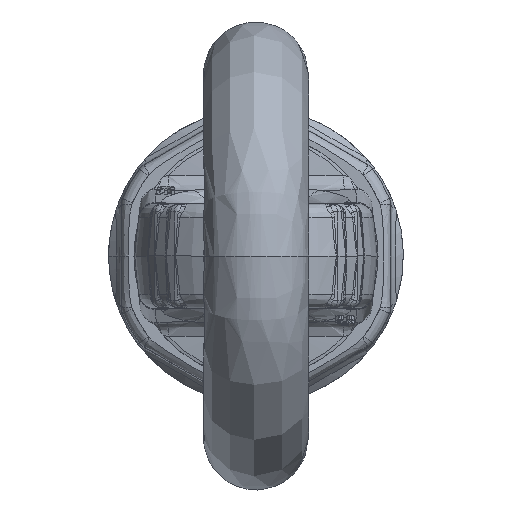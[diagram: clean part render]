
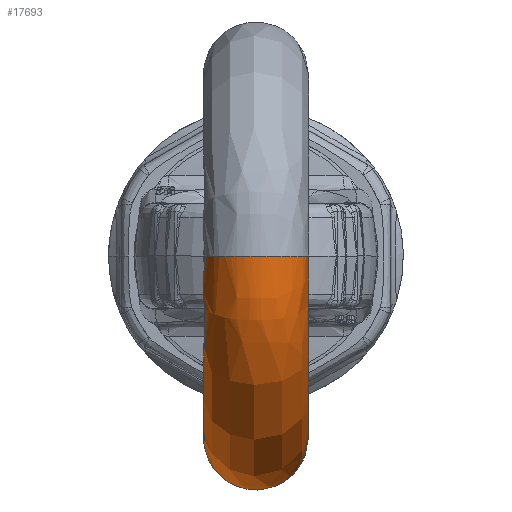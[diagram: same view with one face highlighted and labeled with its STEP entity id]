
A CAD part, left-side view. The second image highlights one B-rep face of the part: STEP entity #17693.
In plain terms, the highlighted free-form (B-spline) face has degree [3, 2] with [4, 7] control points.
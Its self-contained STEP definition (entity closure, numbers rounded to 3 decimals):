
#17588=CARTESIAN_POINT('V1993',(-71.395,
   -6.5,-21.879));
#17589=VERTEX_POINT('V1993',#17588);
#17595=CARTESIAN_POINT('E777',(-71.395,
   -6.5,-21.879));
#17596=CARTESIAN_POINT('E777',(-68.768,
   -6.5,-32.826));
#17597=CARTESIAN_POINT('E777',(-70.082,3.25,
   -27.353));
#17598=CARTESIAN_POINT('E777',(-71.395,13.0,
   -21.879));
#17599=CARTESIAN_POINT('E777',(-72.709,3.25,
   -16.405));
#17600=CARTESIAN_POINT('E777',(-74.022,
   -6.5,-10.931));
#17601=CARTESIAN_POINT('E777',(-71.395,
   -6.5,-21.879));
#17609=(BOUNDED_CURVE()B_SPLINE_CURVE(2,(#17595,#17596,#17597,
   #17598,#17599,#17600,#17601),.CIRCULAR_ARC.,.T.,.U.)
   B_SPLINE_CURVE_WITH_KNOTS((3,2,2,3),(0.0,0.333,
   0.667,1.0),.UNSPECIFIED.)CURVE()
   GEOMETRIC_REPRESENTATION_ITEM()RATIONAL_B_SPLINE_CURVE((1.0,
   0.5,1.0,0.5,1.0,0.5,1.0)
   )REPRESENTATION_ITEM('E777'));
#17610=EDGE_CURVE('E777',#17589,#17589,#17609,.T.);
#17620=CARTESIAN_POINT('F316',(-99.145,
   -6.5,0.));
#17621=CARTESIAN_POINT('F316',(-99.145,
   -6.5,-15.788));
#17622=CARTESIAN_POINT('F316',(-86.747,
   -6.5,-25.563));
#17623=CARTESIAN_POINT('F316',(-71.395,
   -6.5,-21.879));
#17624=CARTESIAN_POINT('F316',(-87.887,
   -6.5,0.));
#17625=CARTESIAN_POINT('F316',(-87.887,
   -6.5,-7.888));
#17626=CARTESIAN_POINT('F316',(-81.692,
   -6.5,-12.772));
#17627=CARTESIAN_POINT('F316',(-74.022,
   -6.5,-10.931));
#17628=CARTESIAN_POINT('F316',(-93.516,3.25,
   0.));
#17629=CARTESIAN_POINT('F316',(-93.516,3.25,
   -11.838));
#17630=CARTESIAN_POINT('F316',(-84.22,3.25,
   -19.167));
#17631=CARTESIAN_POINT('F316',(-72.709,3.25,
   -16.405));
#17632=CARTESIAN_POINT('F316',(-99.145,13.0,
   0.));
#17633=CARTESIAN_POINT('F316',(-99.145,
   13.,-15.788));
#17634=CARTESIAN_POINT('F316',(-86.747,
   13.,-25.563));
#17635=CARTESIAN_POINT('F316',(-71.395,13.0,
   -21.879));
#17636=CARTESIAN_POINT('F316',(-104.774,
   3.25,0.));
#17637=CARTESIAN_POINT('F316',(-104.774,
   3.25,-19.738));
#17638=CARTESIAN_POINT('F316',(-89.275,3.25,
   -31.958));
#17639=CARTESIAN_POINT('F316',(-70.082,3.25,
   -27.353));
#17640=CARTESIAN_POINT('F316',(-110.403,
   -6.5,0.));
#17641=CARTESIAN_POINT('F316',(-110.403,
   -6.5,-23.688));
#17642=CARTESIAN_POINT('F316',(-91.802,
   -6.5,-38.354));
#17643=CARTESIAN_POINT('F316',(-68.768,
   -6.5,-32.826));
#17644=CARTESIAN_POINT('F316',(-99.145,
   -6.5,0.));
#17645=CARTESIAN_POINT('F316',(-99.145,
   -6.5,-15.788));
#17646=CARTESIAN_POINT('F316',(-86.747,
   -6.5,-25.563));
#17647=CARTESIAN_POINT('F316',(-71.395,
   -6.5,-21.879));
#17655=(BOUNDED_SURFACE()B_SPLINE_SURFACE(3,2,((#17620,#17624,
   #17628,#17632,#17636,#17640,#17644),(#17621,#17625,#17629,
   #17633,#17637,#17641,#17645),(#17622,#17626,#17630,#17634,
   #17638,#17642,#17646),(#17623,#17627,#17631,#17635,#17639,
   #17643,#17647)),.UNSPECIFIED.,.F.,.T.,.U.)
   B_SPLINE_SURFACE_WITH_KNOTS((4,4),(3,2,2,3),(0.0,1.0),(0.0,
   0.475,0.951,1.426),
   .UNSPECIFIED.)GEOMETRIC_REPRESENTATION_ITEM()
   RATIONAL_B_SPLINE_SURFACE(((1.0,0.5,1.0,
   0.5,1.0,0.5,1.0),(0.746,
   0.373,0.746,0.373,
   0.746,0.373,0.746),(
   0.746,0.373,0.746,
   0.373,0.746,0.373,
   0.746),(1.0,0.5,1.0,0.5,
   1.0,0.5,1.0)))REPRESENTATION_ITEM('F316')SURFACE()
   );
#17656=ORIENTED_EDGE('E777',*,*,#17610,.F.);
#17657=CARTESIAN_POINT('V1994',(-99.145,
   -6.5,0.));
#17658=VERTEX_POINT('V1994',#17657);
#17659=CARTESIAN_POINT('E778',(-71.395,
   -6.5,-21.879));
#17660=CARTESIAN_POINT('E778',(-86.747,
   -6.5,-25.563));
#17661=CARTESIAN_POINT('E778',(-99.145,
   -6.5,-15.788));
#17662=CARTESIAN_POINT('E778',(-99.145,
   -6.5,0.));
#17670=(BOUNDED_CURVE()B_SPLINE_CURVE(3,(#17659,#17660,#17661,
   #17662),.UNSPECIFIED.,.F.,.U.)CURVE()
   GEOMETRIC_REPRESENTATION_ITEM()QUASI_UNIFORM_CURVE()
   RATIONAL_B_SPLINE_CURVE((1.0,0.746,
   0.746,1.0))REPRESENTATION_ITEM('E778'));
#17671=EDGE_CURVE('E778',#17589,#17658,#17670,.T.);
#17672=ORIENTED_EDGE('E778',*,*,#17671,.T.);
#17673=CARTESIAN_POINT('E779',(-99.145,
   -6.5,0.0));
#17674=CARTESIAN_POINT('E779',(-110.403,
   -6.5,0.0));
#17675=CARTESIAN_POINT('E779',(-104.774,
   3.25,0.0));
#17676=CARTESIAN_POINT('E779',(-99.145,13.0,0.0));
#17677=CARTESIAN_POINT('E779',(-93.516,3.25,
   0.0));
#17678=CARTESIAN_POINT('E779',(-87.887,
   -6.5,0.0));
#17679=CARTESIAN_POINT('E779',(-99.145,
   -6.5,0.0));
#17687=(BOUNDED_CURVE()B_SPLINE_CURVE(2,(#17673,#17674,#17675,
   #17676,#17677,#17678,#17679),.CIRCULAR_ARC.,.T.,.U.)
   B_SPLINE_CURVE_WITH_KNOTS((3,2,2,3),(0.0,0.475,
   0.951,1.426),.UNSPECIFIED.)CURVE()
   GEOMETRIC_REPRESENTATION_ITEM()RATIONAL_B_SPLINE_CURVE((1.0,
   0.5,1.0,0.5,1.0,0.5,1.0)
   )REPRESENTATION_ITEM('E779'));
#17688=EDGE_CURVE('E779',#17658,#17658,#17687,.T.);
#17689=ORIENTED_EDGE('E779',*,*,#17688,.T.);
#17690=ORIENTED_EDGE('E778',*,*,#17671,.F.);
#17691=EDGE_LOOP('F316',(#17656,#17672,#17689,#17690));
#17692=FACE_OUTER_BOUND('F316',#17691,.T.);
#17693=ADVANCED_FACE('F316',(#17692),#17655,.T.);
